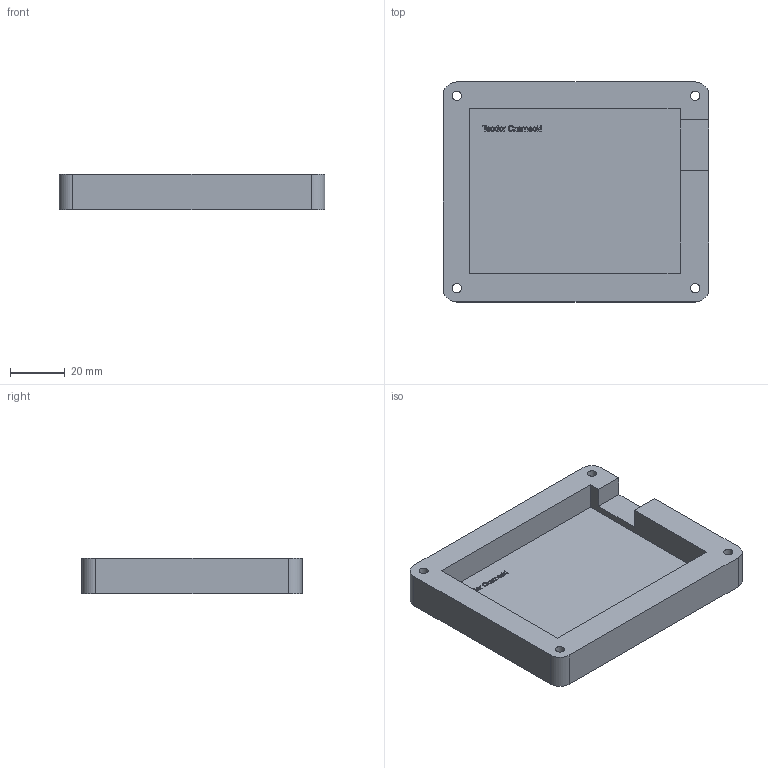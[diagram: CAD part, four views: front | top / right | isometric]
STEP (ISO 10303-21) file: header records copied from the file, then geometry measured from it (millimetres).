
FILE_DESCRIPTION(/* description */ (''),/* implementation_level */ '2;1');
FILE_NAME(/* name */ 'BottomCase-MacroPad.step',/* time_stamp */ '2025-12-22T10:04:59+01:00',/* author */ (''),/* organization */ (''),/* preprocessor_version */ 'ST-DEVELOPER v20.1',/* originating_system */ 'Autodesk Translation Framework v14.21.0.0',/* authorisation */ '');
FILE_SCHEMA (('AUTOMOTIVE_DESIGN { 1 0 10303 214 3 1 1 }'));
Length unit declared in the file: millimetre
Products named in the file (2): 2025-12-21-21-43-38-966; 2025-12-21-21-49-39-969
Assembly tree (1 placements, depth 2):
  2025-12-21-21-43-38-966
    2025-12-21-21-49-39-969
Bounding box: 96.86 x 80.21 x 13 mm (x, y, z)
Volume: 52272.9 mm3; surface area: 23215.9 mm2
Topology: 1 solids, 1 shells, 311 faces, 849 edges, 566 vertices
Faces by surface type: bspline 181, plane 118, cylinder 12
Full cylindrical faces by diameter (mm): 3.4 x4, 6 x4
Entity records: 11533 total; most frequent: CARTESIAN_POINT 4806, ORIENTED_EDGE 1698, EDGE_CURVE 849, DIRECTION 777, VERTEX_POINT 566, LINE 463, VECTOR 463, B_SPLINE_CURVE_WITH_KNOTS 362
